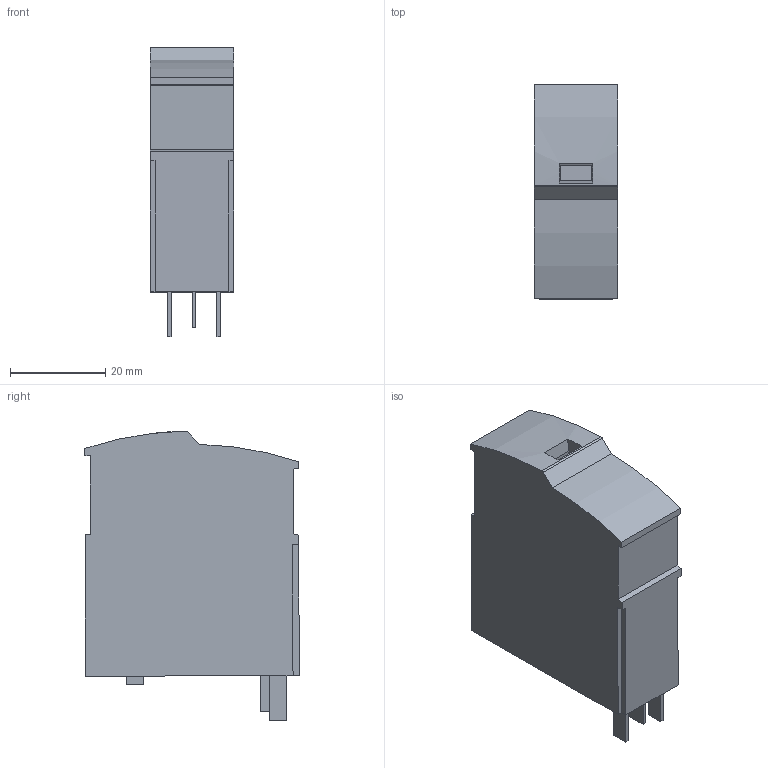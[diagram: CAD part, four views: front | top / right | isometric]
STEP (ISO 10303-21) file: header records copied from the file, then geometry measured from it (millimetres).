
FILE_DESCRIPTION(('Creo Elements/Direct Modeling STEP Export'),'2;1');
FILE_NAME('model.stp','2020-01-30T10:53:34',(''),(''),'Creo Elements/Direct Modeling STEP processor for AP214 (Solid Model)','Creo Elements/Direct Modeling 20.1A 29-Sep-2018 (C) Parametric Technology GmbH','');
FILE_SCHEMA(('AUTOMOTIVE_DESIGN { 1 0 10303 214 1 1 1 1 }'));
Length unit declared in the file: millimetre
Products named in the file (2): PLT_SEC_T3_230_P-select
Assembly tree (1 placements, depth 2):
  PLT_SEC_T3_230_P-select
    PLT_SEC_T3_230_P-select
Bounding box: 17.5 x 44.97 x 60.79 mm (x, y, z)
Volume: 34956.8 mm3; surface area: 8803.3 mm2
Topology: 1 solids, 1 shells, 78 faces, 197 edges, 130 vertices
Faces by surface type: plane 74, cylinder 3, bspline 1
Entity records: 3003 total; most frequent: CARTESIAN_POINT 459, ORIENTED_EDGE 394, DIRECTION 355, EDGE_CURVE 197, VECTOR 185, LINE 185, VERTEX_POINT 130, EDGE_LOOP 87
